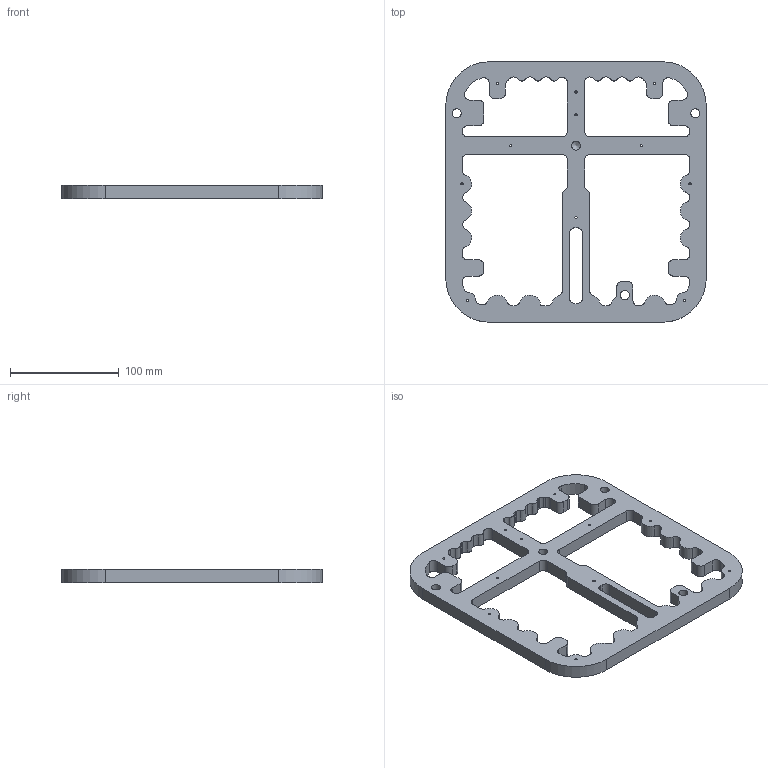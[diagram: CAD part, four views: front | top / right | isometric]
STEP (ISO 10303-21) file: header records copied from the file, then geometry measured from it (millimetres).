
FILE_DESCRIPTION(/* description */ (''),/* implementation_level */ '2;1');
FILE_NAME(/* name */ 'Cabinet layer 3 - v6 v25.step',/* time_stamp */ '2022-07-11T21:06:03+02:00',/* author */ (''),/* organization */ (''),/* preprocessor_version */ 'ST-DEVELOPER v19',/* originating_system */ 'Autodesk Translation Framework v11.7.0.108',/* authorisation */ '');
FILE_SCHEMA (('AUTOMOTIVE_DESIGN { 1 0 10303 214 3 1 1 }'));
Length unit declared in the file: millimetre
Products named in the file (1): 7SCERM
Bounding box: 240 x 240 x 12 mm (x, y, z)
Volume: 277267.5 mm3; surface area: 82014.6 mm2
Topology: 1 solids, 1 shells, 188 faces, 557 edges, 371 vertices
Faces by surface type: cylinder 129, plane 58, cone 1
Full cylindrical faces by diameter (mm): 2 x11, 8.4 x4
Entity records: 6522 total; most frequent: DIRECTION 1192, CARTESIAN_POINT 1116, ORIENTED_EDGE 1112, EDGE_CURVE 556, AXIS2_PLACEMENT_3D 447, VERTEX_POINT 371, LINE 298, VECTOR 298
